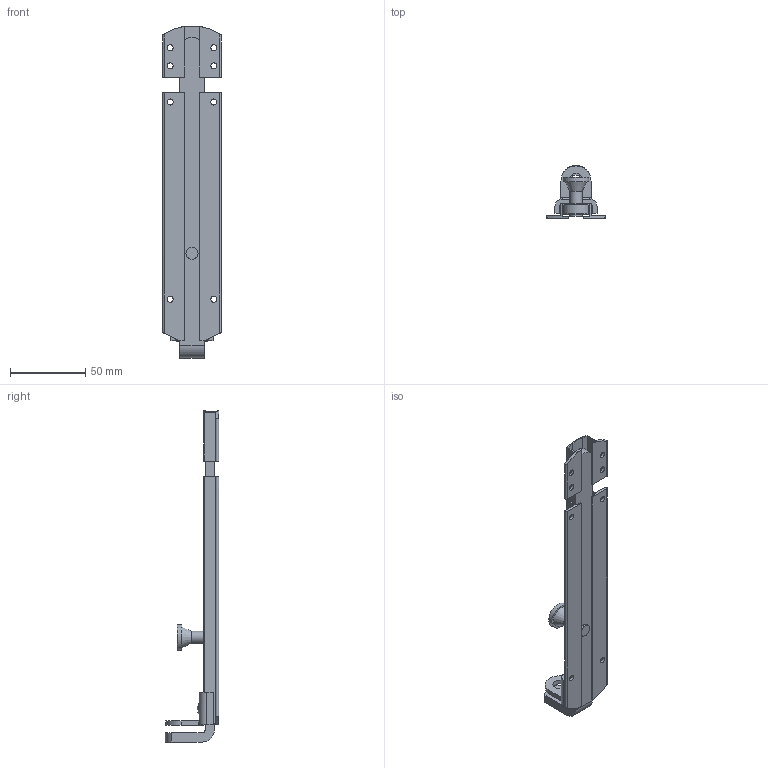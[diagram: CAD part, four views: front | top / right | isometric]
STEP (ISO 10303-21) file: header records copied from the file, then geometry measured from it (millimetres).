
FILE_DESCRIPTION(/* description */ (''),/* implementation_level */ '2;1');
FILE_NAME(/* name */ '11906510  001.stp',/* time_stamp */ '2023-03-09T14:01:12+01:00',/* author */ ('gcocco'),/* organization */ (''),/* preprocessor_version */ 'ST-DEVELOPER v17.2',/* originating_system */ 'Autodesk Inventor 2019',/* authorisation */ '');
FILE_SCHEMA (('AUTOMOTIVE_DESIGN { 1 0 10303 214 3 1 1 }'));
Length unit declared in the file: millimetre
Products named in the file (7): 11906510  002; passante_750-200; passante-piccolo_750-200; catenaccio_750-200; pomello_750-200; ribattino_750-200; supporto_750-200
Assembly tree (6 placements, depth 2):
  11906510  002
    passante_750-200
    passante-piccolo_750-200
    catenaccio_750-200
    pomello_750-200
    ribattino_750-200
    supporto_750-200
Bounding box: 39 x 35.46 x 220.46 mm (x, y, z)
Volume: 42164.9 mm3; surface area: 39884.8 mm2
Topology: 6 solids, 6 shells, 124 faces, 339 edges, 231 vertices
Faces by surface type: plane 81, cylinder 39, torus 2, cone 1, sphere 1
Full cylindrical faces by diameter (mm): 4 x8, 6 x2, 7 x3, 8 x3, 10 x1, 17 x1
Entity records: 4352 total; most frequent: CARTESIAN_POINT 798, DIRECTION 708, ORIENTED_EDGE 678, EDGE_CURVE 339, AXIS2_PLACEMENT_3D 242, VERTEX_POINT 231, LINE 224, VECTOR 224
